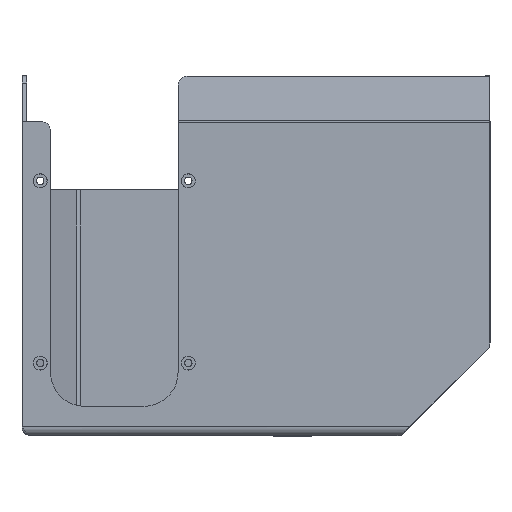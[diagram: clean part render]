
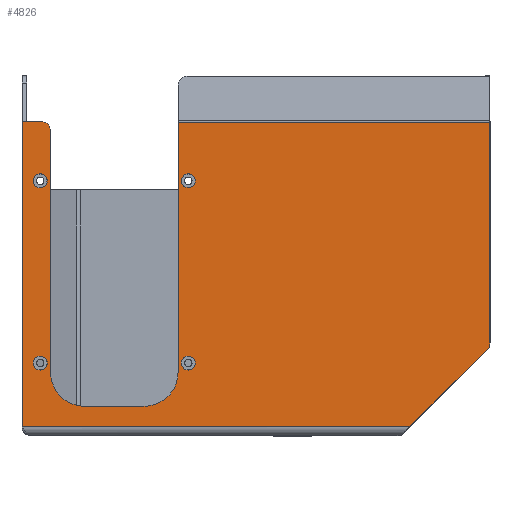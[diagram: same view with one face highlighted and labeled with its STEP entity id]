
A CAD part, left-side view. The second image highlights one B-rep face of the part: STEP entity #4826.
In plain terms, the highlighted planar face has unit normal (-1, 0, 0).
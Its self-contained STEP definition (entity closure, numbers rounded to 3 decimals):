
#133=FACE_BOUND('',#741,.T.);
#134=FACE_BOUND('',#742,.T.);
#135=FACE_BOUND('',#743,.T.);
#136=FACE_BOUND('',#744,.T.);
#221=PLANE('',#5202);
#447=FACE_OUTER_BOUND('',#740,.T.);
#740=EDGE_LOOP('',(#3521,#3522,#3523,#3524,#3525,#3526,#3527,#3528,#3529,
#3530,#3531,#3532,#3533));
#741=EDGE_LOOP('',(#3534));
#742=EDGE_LOOP('',(#3535));
#743=EDGE_LOOP('',(#3536));
#744=EDGE_LOOP('',(#3537));
#981=CIRCLE('',#5086,4.);
#1016=CIRCLE('',#5192,3.05);
#1017=CIRCLE('',#5194,3.05);
#1018=CIRCLE('',#5196,3.05);
#1019=CIRCLE('',#5198,3.05);
#1020=CIRCLE('',#5200,4.);
#1021=CIRCLE('',#5203,15.);
#1022=CIRCLE('',#5204,15.);
#1230=LINE('',#7185,#1604);
#1231=LINE('',#7192,#1605);
#1331=LINE('',#7691,#1705);
#1333=LINE('',#7695,#1707);
#1334=LINE('',#7696,#1708);
#1335=LINE('',#7698,#1709);
#1336=LINE('',#7700,#1710);
#1337=LINE('',#7702,#1711);
#1338=LINE('',#7706,#1712);
#1604=VECTOR('',#5727,10.);
#1605=VECTOR('',#5730,10.);
#1705=VECTOR('',#6034,10.);
#1707=VECTOR('',#6038,10.);
#1708=VECTOR('',#6039,10.);
#1709=VECTOR('',#6040,10.);
#1710=VECTOR('',#6041,10.);
#1711=VECTOR('',#6042,10.);
#1712=VECTOR('',#6045,10.);
#2002=VERTEX_POINT('',#7096);
#2003=VERTEX_POINT('',#7098);
#2018=VERTEX_POINT('',#7182);
#2019=VERTEX_POINT('',#7184);
#2119=VERTEX_POINT('',#7668);
#2120=VERTEX_POINT('',#7672);
#2121=VERTEX_POINT('',#7676);
#2122=VERTEX_POINT('',#7680);
#2123=VERTEX_POINT('',#7684);
#2124=VERTEX_POINT('',#7686);
#2125=VERTEX_POINT('',#7690);
#2126=VERTEX_POINT('',#7694);
#2127=VERTEX_POINT('',#7697);
#2128=VERTEX_POINT('',#7699);
#2129=VERTEX_POINT('',#7701);
#2130=VERTEX_POINT('',#7703);
#2131=VERTEX_POINT('',#7705);
#2467=EDGE_CURVE('',#2002,#2003,#981,.T.);
#2489=EDGE_CURVE('',#2018,#2019,#1230,.T.);
#2491=EDGE_CURVE('',#2003,#2018,#1231,.T.);
#2647=EDGE_CURVE('',#2119,#2119,#1016,.T.);
#2649=EDGE_CURVE('',#2120,#2120,#1017,.T.);
#2651=EDGE_CURVE('',#2121,#2121,#1018,.T.);
#2653=EDGE_CURVE('',#2122,#2122,#1019,.T.);
#2656=EDGE_CURVE('',#2123,#2124,#1020,.T.);
#2658=EDGE_CURVE('',#2125,#2124,#1331,.T.);
#2660=EDGE_CURVE('',#2123,#2126,#1333,.T.);
#2661=EDGE_CURVE('',#2019,#2126,#1334,.T.);
#2662=EDGE_CURVE('',#2002,#2127,#1335,.T.);
#2663=EDGE_CURVE('',#2127,#2128,#1336,.T.);
#2664=EDGE_CURVE('',#2128,#2129,#1337,.T.);
#2665=EDGE_CURVE('',#2129,#2130,#1021,.T.);
#2666=EDGE_CURVE('',#2130,#2131,#1338,.T.);
#2667=EDGE_CURVE('',#2131,#2125,#1022,.T.);
#3521=ORIENTED_EDGE('',*,*,#2656,.F.);
#3522=ORIENTED_EDGE('',*,*,#2660,.T.);
#3523=ORIENTED_EDGE('',*,*,#2661,.F.);
#3524=ORIENTED_EDGE('',*,*,#2489,.F.);
#3525=ORIENTED_EDGE('',*,*,#2491,.F.);
#3526=ORIENTED_EDGE('',*,*,#2467,.F.);
#3527=ORIENTED_EDGE('',*,*,#2662,.T.);
#3528=ORIENTED_EDGE('',*,*,#2663,.T.);
#3529=ORIENTED_EDGE('',*,*,#2664,.T.);
#3530=ORIENTED_EDGE('',*,*,#2665,.T.);
#3531=ORIENTED_EDGE('',*,*,#2666,.T.);
#3532=ORIENTED_EDGE('',*,*,#2667,.T.);
#3533=ORIENTED_EDGE('',*,*,#2658,.T.);
#3534=ORIENTED_EDGE('',*,*,#2647,.T.);
#3535=ORIENTED_EDGE('',*,*,#2649,.T.);
#3536=ORIENTED_EDGE('',*,*,#2651,.T.);
#3537=ORIENTED_EDGE('',*,*,#2653,.T.);
#4826=ADVANCED_FACE('',(#447,#133,#134,#135,#136),#221,.T.);
#5086=AXIS2_PLACEMENT_3D('',#7099,#5690,#5691);
#5192=AXIS2_PLACEMENT_3D('',#7669,#6008,#6009);
#5194=AXIS2_PLACEMENT_3D('',#7673,#6013,#6014);
#5196=AXIS2_PLACEMENT_3D('',#7677,#6018,#6019);
#5198=AXIS2_PLACEMENT_3D('',#7681,#6023,#6024);
#5200=AXIS2_PLACEMENT_3D('',#7687,#6029,#6030);
#5202=AXIS2_PLACEMENT_3D('',#7693,#6036,#6037);
#5203=AXIS2_PLACEMENT_3D('',#7704,#6043,#6044);
#5204=AXIS2_PLACEMENT_3D('',#7707,#6046,#6047);
#5690=DIRECTION('center_axis',(1.,0.,0.));
#5691=DIRECTION('ref_axis',(0.,-0.924,-0.383));
#5727=DIRECTION('',(0.,1.,0.));
#5730=DIRECTION('',(0.,0.707,-0.707));
#6008=DIRECTION('center_axis',(1.,0.,0.));
#6009=DIRECTION('ref_axis',(0.,-1.,0.));
#6013=DIRECTION('center_axis',(1.,0.,0.));
#6014=DIRECTION('ref_axis',(0.,-1.,0.));
#6018=DIRECTION('center_axis',(1.,0.,0.));
#6019=DIRECTION('ref_axis',(0.,-1.,0.));
#6023=DIRECTION('center_axis',(1.,0.,0.));
#6024=DIRECTION('ref_axis',(0.,-1.,0.));
#6029=DIRECTION('center_axis',(1.,0.,0.));
#6030=DIRECTION('ref_axis',(0.,-0.707,0.707));
#6034=DIRECTION('',(0.,0.,1.));
#6036=DIRECTION('center_axis',(-1.,0.,0.));
#6037=DIRECTION('ref_axis',(0.,-1.,0.));
#6038=DIRECTION('',(0.,1.,0.));
#6039=DIRECTION('',(0.,0.,1.));
#6040=DIRECTION('',(0.,0.,1.));
#6041=DIRECTION('',(0.,1.,0.));
#6042=DIRECTION('',(0.,0.,-1.));
#6043=DIRECTION('center_axis',(1.,0.,0.));
#6044=DIRECTION('ref_axis',(0.,0.,1.));
#6045=DIRECTION('',(0.,1.,0.));
#6046=DIRECTION('center_axis',(1.,0.,0.));
#6047=DIRECTION('ref_axis',(0.,-1.,0.));
#7096=CARTESIAN_POINT('',(-346.,-69.,-25.172));
#7098=CARTESIAN_POINT('',(-346.,-67.828,-28.));
#7099=CARTESIAN_POINT('Origin',(-346.,-65.,-25.172));
#7182=CARTESIAN_POINT('',(-346.,-33.828,-62.));
#7184=CARTESIAN_POINT('',(-346.,136.4,-62.));
#7185=CARTESIAN_POINT('',(-346.,564.684,-62.));
#7192=CARTESIAN_POINT('',(-346.,-31.,-64.828));
#7668=CARTESIAN_POINT('',(-346.,66.45,46.));
#7669=CARTESIAN_POINT('Origin',(-346.,63.4,46.));
#7672=CARTESIAN_POINT('',(-346.,66.45,-34.));
#7673=CARTESIAN_POINT('Origin',(-346.,63.4,-34.));
#7676=CARTESIAN_POINT('',(-346.,131.45,46.));
#7677=CARTESIAN_POINT('Origin',(-346.,128.4,46.));
#7680=CARTESIAN_POINT('',(-346.,131.45,-34.));
#7681=CARTESIAN_POINT('Origin',(-346.,128.4,-34.));
#7684=CARTESIAN_POINT('',(-346.,127.9,72.));
#7686=CARTESIAN_POINT('',(-346.,123.9,68.));
#7687=CARTESIAN_POINT('Origin',(-346.,127.9,68.));
#7690=CARTESIAN_POINT('',(-346.,123.9,-38.));
#7691=CARTESIAN_POINT('',(-346.,123.9,-50.));
#7693=CARTESIAN_POINT('Origin',(-346.,132.4,-62.));
#7694=CARTESIAN_POINT('',(-346.,136.4,72.));
#7695=CARTESIAN_POINT('',(-346.,128.15,72.));
#7696=CARTESIAN_POINT('',(-346.,136.4,92.));
#7697=CARTESIAN_POINT('',(-346.,-69.,71.749));
#7698=CARTESIAN_POINT('',(-346.,-69.,-26.828));
#7699=CARTESIAN_POINT('',(-346.,67.9,71.749));
#7700=CARTESIAN_POINT('',(-346.,100.15,71.749));
#7701=CARTESIAN_POINT('',(-346.,67.9,-38.));
#7702=CARTESIAN_POINT('',(-346.,67.9,20.));
#7703=CARTESIAN_POINT('',(-346.,82.9,-53.));
#7704=CARTESIAN_POINT('Origin',(-346.,82.9,-38.));
#7705=CARTESIAN_POINT('',(-346.,108.9,-53.));
#7706=CARTESIAN_POINT('',(-346.,107.65,-53.));
#7707=CARTESIAN_POINT('Origin',(-346.,108.9,-38.));
